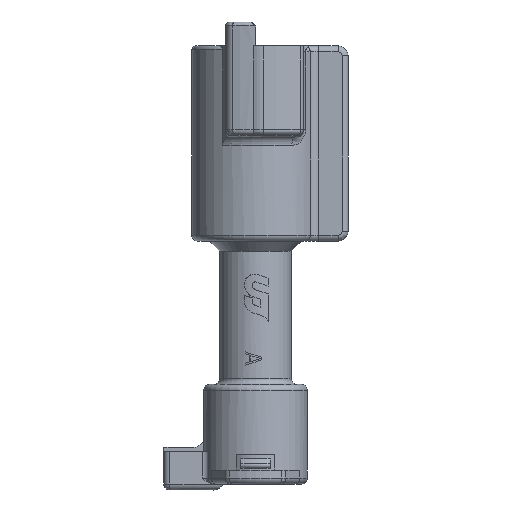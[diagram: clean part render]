
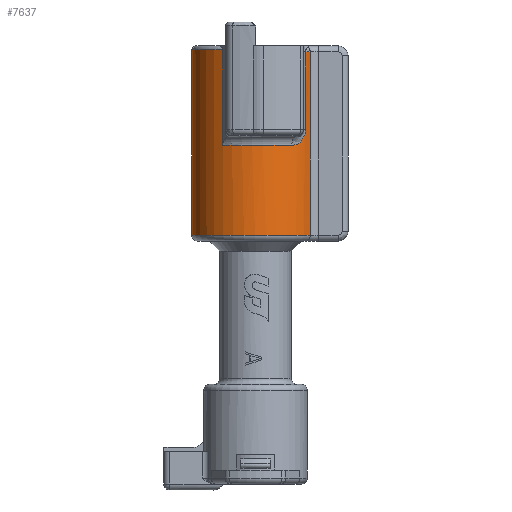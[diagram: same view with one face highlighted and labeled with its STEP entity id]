
A CAD part, front view. The second image highlights one B-rep face of the part: STEP entity #7637.
In plain terms, the highlighted cylindrical face has radius 3.2 mm (diameter 6.4 mm), a partial arc.
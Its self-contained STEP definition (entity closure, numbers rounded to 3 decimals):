
#1347=DIRECTION('',(0.,0.,1.));
#1348=VECTOR('',#1347,9.3);
#1349=CARTESIAN_POINT('',(-3.2,-1.9,-0.7));
#1350=LINE('',#1349,#1348);
#1351=CARTESIAN_POINT('',(0.,-1.9,8.6));
#1352=DIRECTION('',(0.,0.,1.));
#1353=DIRECTION('',(-1.,0.,0.));
#1354=AXIS2_PLACEMENT_3D('',#1351,#1352,#1353);
#1356=CARTESIAN_POINT('',(0.,-1.9,3.8));
#1357=DIRECTION('',(0.,0.,1.));
#1358=DIRECTION('',(-0.514,-0.858,0.));
#1359=AXIS2_PLACEMENT_3D('',#1356,#1357,#1358);
#1361=CARTESIAN_POINT('',(1.816,-4.535,3.8));
#1362=CARTESIAN_POINT('',(1.839,-4.519,3.8));
#1363=CARTESIAN_POINT('',(1.885,-4.486,3.803));
#1364=CARTESIAN_POINT('',(1.955,-4.434,3.815));
#1365=CARTESIAN_POINT('',(2.024,-4.379,3.835));
#1366=CARTESIAN_POINT('',(2.092,-4.322,3.865));
#1367=CARTESIAN_POINT('',(2.157,-4.264,3.902));
#1368=CARTESIAN_POINT('',(2.219,-4.207,3.947));
#1369=CARTESIAN_POINT('',(2.275,-4.151,3.999));
#1370=CARTESIAN_POINT('',(2.325,-4.099,4.056));
#1371=CARTESIAN_POINT('',(2.367,-4.054,4.114));
#1372=CARTESIAN_POINT('',(2.402,-4.015,4.172));
#1373=CARTESIAN_POINT('',(2.43,-3.982,4.229));
#1374=CARTESIAN_POINT('',(2.453,-3.955,4.285));
#1375=CARTESIAN_POINT('',(2.47,-3.934,4.338));
#1376=CARTESIAN_POINT('',(2.484,-3.918,4.387));
#1377=CARTESIAN_POINT('',(2.493,-3.906,4.434));
#1378=CARTESIAN_POINT('',(2.5,-3.897,4.478));
#1379=CARTESIAN_POINT('',(2.505,-3.891,4.52));
#1380=CARTESIAN_POINT('',(2.508,-3.888,4.56));
#1381=CARTESIAN_POINT('',(2.508,-3.887,4.587));
#1382=CARTESIAN_POINT('',(2.508,-3.887,4.6));
#1384=DIRECTION('',(0.,0.,1.));
#1385=VECTOR('',#1384,3.9);
#1386=CARTESIAN_POINT('',(2.508,-3.887,4.6));
#1387=LINE('',#1386,#1385);
#1388=CARTESIAN_POINT('',(0.,-1.9,8.5));
#1389=DIRECTION('',(0.,0.,1.));
#1390=DIRECTION('',(0.784,-0.621,0.));
#1391=AXIS2_PLACEMENT_3D('',#1388,#1389,#1390);
#1393=DIRECTION('',(0.,0.,-1.));
#1394=VECTOR('',#1393,9.2);
#1395=CARTESIAN_POINT('',(2.746,-3.543,8.5));
#1396=LINE('',#1395,#1394);
#1397=CARTESIAN_POINT('',(0.,-1.9,-0.7));
#1398=DIRECTION('',(0.,0.,-1.));
#1399=DIRECTION('',(0.858,-0.514,0.));
#1400=AXIS2_PLACEMENT_3D('',#1397,#1398,#1399);
#1421=DIRECTION('',(0.,0.,1.));
#1422=VECTOR('',#1421,4.8);
#1423=CARTESIAN_POINT('',(-1.646,-4.644,3.8));
#1424=LINE('',#1423,#1422);
#4619=CARTESIAN_POINT('',(2.508,-3.887,8.5));
#5282=CARTESIAN_POINT('',(-3.2,-1.9,-0.7));
#5283=VERTEX_POINT('',#5282);
#5286=CARTESIAN_POINT('',(2.746,-3.543,-0.7));
#5287=VERTEX_POINT('',#5286);
#5288=CARTESIAN_POINT('',(2.746,-3.543,8.5));
#5289=VERTEX_POINT('',#5288);
#5989=VERTEX_POINT('',#4619);
#5992=CARTESIAN_POINT('',(2.508,-3.887,4.6));
#5993=VERTEX_POINT('',#5992);
#5996=VERTEX_POINT('',#1361);
#5998=CARTESIAN_POINT('',(-1.646,-4.644,3.8));
#5999=VERTEX_POINT('',#5998);
#6055=CARTESIAN_POINT('',(-3.2,-1.9,8.6));
#6056=VERTEX_POINT('',#6055);
#6057=CARTESIAN_POINT('',(-1.646,-4.644,8.6));
#6058=VERTEX_POINT('',#6057);
#7614=CARTESIAN_POINT('',(0.,-1.9,-1.));
#7615=DIRECTION('',(0.,0.,1.));
#7616=DIRECTION('',(-1.,0.,0.));
#7617=AXIS2_PLACEMENT_3D('',#7614,#7615,#7616);
#7618=CYLINDRICAL_SURFACE('',#7617,3.2);
#7619=ORIENTED_EDGE('',*,*,#7579,.T.);
#7620=ORIENTED_EDGE('',*,*,#7605,.T.);
#7622=ORIENTED_EDGE('',*,*,#7621,.F.);
#7624=ORIENTED_EDGE('',*,*,#7623,.T.);
#7626=ORIENTED_EDGE('',*,*,#7625,.T.);
#7628=ORIENTED_EDGE('',*,*,#7627,.T.);
#7630=ORIENTED_EDGE('',*,*,#7629,.T.);
#7632=ORIENTED_EDGE('',*,*,#7631,.T.);
#7634=ORIENTED_EDGE('',*,*,#7633,.T.);
#7635=EDGE_LOOP('',(#7619,#7620,#7622,#7624,#7626,#7628,#7630,#7632,#7634));
#7636=FACE_OUTER_BOUND('',#7635,.F.);
#7637=ADVANCED_FACE('',(#7636),#7618,.T.);
#1355=CIRCLE('',#1354,3.2);
#1360=CIRCLE('',#1359,3.2);
#1383=B_SPLINE_CURVE_WITH_KNOTS('',3,(#1361,#1362,#1363,#1364,#1365,#1366,#1367,
#1368,#1369,#1370,#1371,#1372,#1373,#1374,#1375,#1376,#1377,#1378,#1379,#1380,
#1381,#1382),.UNSPECIFIED.,.F.,.F.,(4,1,1,1,1,1,1,1,1,1,1,1,1,1,1,1,1,1,1,4),(
0.,0.053,0.105,0.158,0.211,
0.263,0.316,0.368,0.421,
0.474,0.526,0.579,0.632,
0.684,0.737,0.789,0.842,
0.895,0.947,1.),.UNSPECIFIED.);
#1392=CIRCLE('',#1391,3.2);
#1401=CIRCLE('',#1400,3.2);
#7579=EDGE_CURVE('',#5283,#6056,#1350,.T.);
#7605=EDGE_CURVE('',#6056,#6058,#1355,.T.);
#7621=EDGE_CURVE('',#5999,#6058,#1424,.T.);
#7623=EDGE_CURVE('',#5999,#5996,#1360,.T.);
#7625=EDGE_CURVE('',#5996,#5993,#1383,.T.);
#7627=EDGE_CURVE('',#5993,#5989,#1387,.T.);
#7629=EDGE_CURVE('',#5989,#5289,#1392,.T.);
#7631=EDGE_CURVE('',#5289,#5287,#1396,.T.);
#7633=EDGE_CURVE('',#5287,#5283,#1401,.T.);
